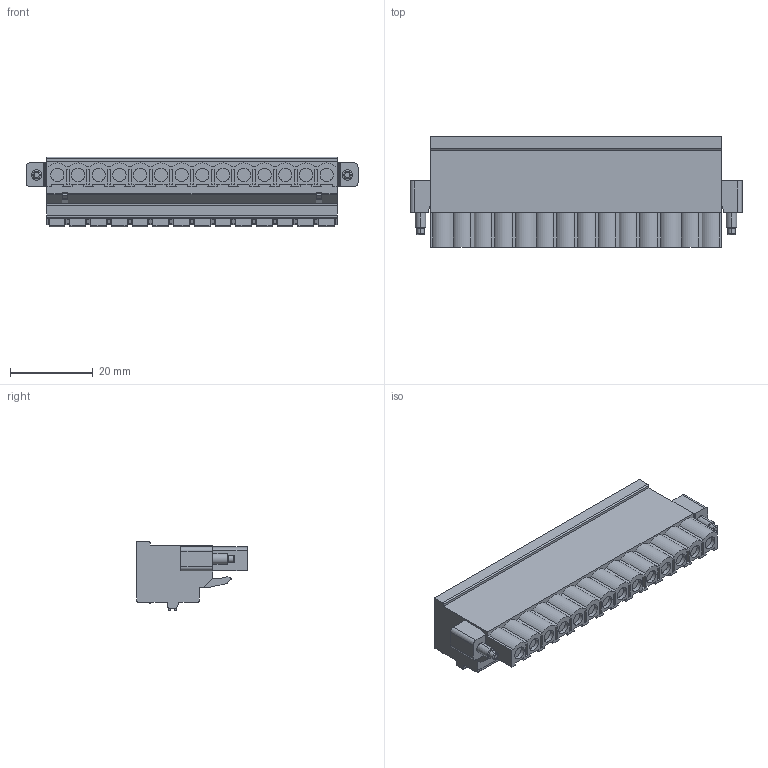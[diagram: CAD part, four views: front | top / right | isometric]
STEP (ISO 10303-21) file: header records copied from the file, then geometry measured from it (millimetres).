
FILE_DESCRIPTION((''),'2;1');
FILE_NAME('3333','2024-09-23T09:44:14',('tluser'),(''),'CREO PARAMETRIC BY PTC INC, 2018100','CREO PARAMETRIC BY PTC INC, 2018100','');
FILE_SCHEMA(('CONFIG_CONTROL_DESIGN'));
Length unit declared in the file: millimetre
Products named in the file (1): 3333
Bounding box: 80.1 x 26.6 x 16.7 mm (x, y, z)
Volume: 19649.1 mm3; surface area: 8693.6 mm2
Topology: 1 solids, 1 shells, 850 faces, 2190 edges, 1456 vertices
Faces by surface type: plane 567, cylinder 275, cone 4, torus 4
Entity records: 25882 total; most frequent: CARTESIAN_POINT 4496, DIRECTION 4456, ORIENTED_EDGE 4380, EDGE_CURVE 2190, VECTOR 1624, LINE 1624, VERTEX_POINT 1456, AXIS2_PLACEMENT_3D 1416
